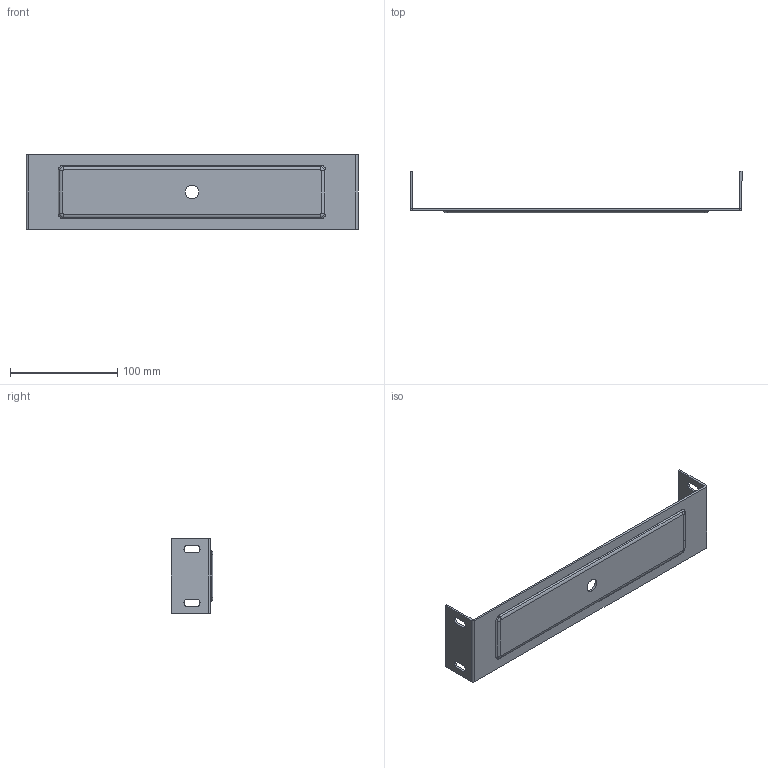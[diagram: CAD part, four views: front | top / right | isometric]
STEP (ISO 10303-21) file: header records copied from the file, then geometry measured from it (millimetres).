
FILE_DESCRIPTION (( 'STEP AP203' ), '1' );
FILE_NAME ('Ñêîáà BMT-10_BMT1030.STEP', '2012-11-20T11:49:54', ( 'Àñååâ' ), ( '' ), 'SwSTEP 2.0', 'SolidWorks 2012', '' );
FILE_SCHEMA (( 'CONFIG_CONTROL_DESIGN' ));
Length unit declared in the file: millimetre
Products named in the file (1): Ñêîáà BMT-10_BMT1030
Bounding box: 310 x 39 x 70 mm (x, y, z)
Volume: 52715.8 mm3; surface area: 54894.8 mm2
Topology: 1 solids, 1 shells, 87 faces, 202 edges, 119 vertices
Faces by surface type: plane 36, cylinder 27, torus 16, cone 8
Full cylindrical faces by diameter (mm): 12.5 x1
Entity records: 2529 total; most frequent: DIRECTION 462, CARTESIAN_POINT 406, ORIENTED_EDGE 400, EDGE_CURVE 200, AXIS2_PLACEMENT_3D 174, VERTEX_POINT 118, VECTOR 114, LINE 114
